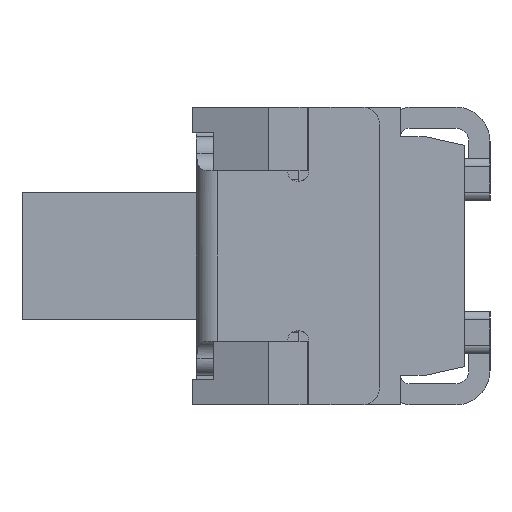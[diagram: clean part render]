
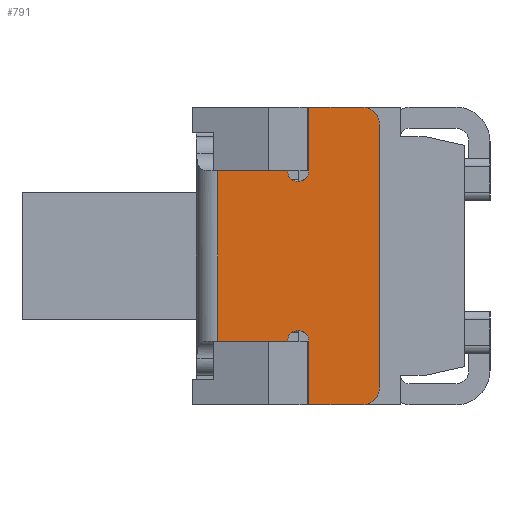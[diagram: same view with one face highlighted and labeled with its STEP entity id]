
A CAD part, left-side view. The second image highlights one B-rep face of the part: STEP entity #791.
In plain terms, the highlighted planar face has unit normal (-1, 0, 0).
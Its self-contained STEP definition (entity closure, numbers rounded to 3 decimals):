
#791 = ADVANCED_FACE( '', ( #1747 ), #1748, .T. );
#1747 = FACE_OUTER_BOUND( '', #2869, .T. );
#1748 = PLANE( '', #2870 );
#2869 = EDGE_LOOP( '', ( #5279, #5280, #5281, #5282, #5283, #5284, #5285, #5286, #5287, #5288, #5289, #5290, #5291, #5292 ) );
#2870 = AXIS2_PLACEMENT_3D( '', #5293, #5294, #5295 );
#5279 = ORIENTED_EDGE( '', *, *, #7991, .T. );
#5280 = ORIENTED_EDGE( '', *, *, #7649, .F. );
#5281 = ORIENTED_EDGE( '', *, *, #7362, .F. );
#5282 = ORIENTED_EDGE( '', *, *, #7992, .T. );
#5283 = ORIENTED_EDGE( '', *, *, #7717, .F. );
#5284 = ORIENTED_EDGE( '', *, *, #7333, .F. );
#5285 = ORIENTED_EDGE( '', *, *, #7993, .F. );
#5286 = ORIENTED_EDGE( '', *, *, #7994, .F. );
#5287 = ORIENTED_EDGE( '', *, *, #7995, .F. );
#5288 = ORIENTED_EDGE( '', *, *, #7867, .F. );
#5289 = ORIENTED_EDGE( '', *, *, #7284, .F. );
#5290 = ORIENTED_EDGE( '', *, *, #7996, .T. );
#5291 = ORIENTED_EDGE( '', *, *, #7997, .F. );
#5292 = ORIENTED_EDGE( '', *, *, #7963, .F. );
#5293 = CARTESIAN_POINT( '', ( -5.95, -0.25, -1. ) );
#5294 = DIRECTION( '', ( -1., 0., 0. ) );
#5295 = DIRECTION( '', ( 0., 0., 1. ) );
#7284 = EDGE_CURVE( '', #8938, #8939, #8940, .T. );
#7333 = EDGE_CURVE( '', #9025, #9027, #9028, .T. );
#7362 = EDGE_CURVE( '', #9081, #9083, #9084, .T. );
#7649 = EDGE_CURVE( '', #9083, #9544, #9545, .T. );
#7717 = EDGE_CURVE( '', #9027, #9647, #9648, .T. );
#7867 = EDGE_CURVE( '', #8939, #9875, #9876, .T. );
#7963 = EDGE_CURVE( '', #9992, #9994, #9995, .T. );
#7991 = EDGE_CURVE( '', #9992, #9544, #10031, .T. );
#7992 = EDGE_CURVE( '', #9081, #9647, #10032, .T. );
#7993 = EDGE_CURVE( '', #10033, #9025, #10034, .T. );
#7994 = EDGE_CURVE( '', #10035, #10033, #10036, .T. );
#7995 = EDGE_CURVE( '', #9875, #10035, #10037, .T. );
#7996 = EDGE_CURVE( '', #8938, #10038, #10039, .T. );
#7997 = EDGE_CURVE( '', #9994, #10038, #10040, .T. );
#8938 = VERTEX_POINT( '', #11240 );
#8939 = VERTEX_POINT( '', #11241 );
#8940 = LINE( '', #11242, #11243 );
#9025 = VERTEX_POINT( '', #11368 );
#9027 = VERTEX_POINT( '', #11371 );
#9028 = LINE( '', #11372, #11373 );
#9081 = VERTEX_POINT( '', #11448 );
#9083 = VERTEX_POINT( '', #11451 );
#9084 = LINE( '', #11452, #11453 );
#9544 = VERTEX_POINT( '', #12087 );
#9545 = LINE( '', #12088, #12089 );
#9647 = VERTEX_POINT( '', #12229 );
#9648 = LINE( '', #12230, #12231 );
#9875 = VERTEX_POINT( '', #12557 );
#9876 = LINE( '', #12558, #12559 );
#9992 = VERTEX_POINT( '', #12736 );
#9994 = VERTEX_POINT( '', #12738 );
#9995 = LINE( '', #12739, #12740 );
#10031 = LINE( '', #12793, #12794 );
#10032 = CIRCLE( '', #12795, 0.125 );
#10033 = VERTEX_POINT( '', #12796 );
#10034 = CIRCLE( '', #12797, 0.2 );
#10035 = VERTEX_POINT( '', #12798 );
#10036 = LINE( '', #12799, #12800 );
#10037 = CIRCLE( '', #12801, 0.2 );
#10038 = VERTEX_POINT( '', #12802 );
#10039 = CIRCLE( '', #12803, 0.125 );
#10040 = LINE( '', #12804, #12805 );
#11240 = CARTESIAN_POINT( '', ( -5.95, -1.37, 1. ) );
#11241 = CARTESIAN_POINT( '', ( -5.95, -1.37, 1.75 ) );
#11242 = CARTESIAN_POINT( '', ( -5.95, -1.37, 1. ) );
#11243 = VECTOR( '', #13787, 1000. );
#11368 = CARTESIAN_POINT( '', ( -5.95, -2., -1.75 ) );
#11371 = CARTESIAN_POINT( '', ( -5.95, -1.37, -1.75 ) );
#11372 = CARTESIAN_POINT( '', ( -5.95, -2., -1.75 ) );
#11373 = VECTOR( '', #13832, 1000. );
#11448 = CARTESIAN_POINT( '', ( -5.95, -1.12, -1. ) );
#11451 = CARTESIAN_POINT( '', ( -5.95, -0.764, -1. ) );
#11452 = CARTESIAN_POINT( '', ( -5.95, -1.12, -1. ) );
#11453 = VECTOR( '', #13868, 1000. );
#12087 = CARTESIAN_POINT( '', ( -5.95, -0.3, -1. ) );
#12088 = CARTESIAN_POINT( '', ( -5.95, -1.12, -1. ) );
#12089 = VECTOR( '', #14247, 1000. );
#12229 = CARTESIAN_POINT( '', ( -5.95, -1.37, -1. ) );
#12230 = CARTESIAN_POINT( '', ( -5.95, -1.37, -1.75 ) );
#12231 = VECTOR( '', #14334, 1000. );
#12557 = CARTESIAN_POINT( '', ( -5.95, -2., 1.75 ) );
#12558 = CARTESIAN_POINT( '', ( -5.95, -1.37, 1.75 ) );
#12559 = VECTOR( '', #14506, 1000. );
#12736 = CARTESIAN_POINT( '', ( -5.95, -0.3, 1. ) );
#12738 = CARTESIAN_POINT( '', ( -5.95, -0.764, 1. ) );
#12739 = CARTESIAN_POINT( '', ( -5.95, -0.05, 1. ) );
#12740 = VECTOR( '', #14595, 1000. );
#12793 = CARTESIAN_POINT( '', ( -5.95, -0.3, 1.45 ) );
#12794 = VECTOR( '', #14619, 1000. );
#12795 = AXIS2_PLACEMENT_3D( '', #14620, #14621, #14622 );
#12796 = CARTESIAN_POINT( '', ( -5.95, -2.2, -1.55 ) );
#12797 = AXIS2_PLACEMENT_3D( '', #14623, #14624, #14625 );
#12798 = CARTESIAN_POINT( '', ( -5.95, -2.2, 1.55 ) );
#12799 = CARTESIAN_POINT( '', ( -5.95, -2.2, 1.55 ) );
#12800 = VECTOR( '', #14626, 1000. );
#12801 = AXIS2_PLACEMENT_3D( '', #14627, #14628, #14629 );
#12802 = CARTESIAN_POINT( '', ( -5.95, -1.12, 1. ) );
#12803 = AXIS2_PLACEMENT_3D( '', #14630, #14631, #14632 );
#12804 = CARTESIAN_POINT( '', ( -5.95, -0.05, 1. ) );
#12805 = VECTOR( '', #14633, 1000. );
#13787 = DIRECTION( '', ( 0., 0., 1. ) );
#13832 = DIRECTION( '', ( 0., 1., 0. ) );
#13868 = DIRECTION( '', ( 0., 1., 0. ) );
#14247 = DIRECTION( '', ( 0., 1., 0. ) );
#14334 = DIRECTION( '', ( 0., 0., 1. ) );
#14506 = DIRECTION( '', ( 0., -1., 0. ) );
#14595 = DIRECTION( '', ( 0., -1., 0. ) );
#14619 = DIRECTION( '', ( 0., 0., -1. ) );
#14620 = CARTESIAN_POINT( '', ( -5.95, -1.245, -1. ) );
#14621 = DIRECTION( '', ( 1., 0., 0. ) );
#14622 = DIRECTION( '', ( 0., 0., -1. ) );
#14623 = CARTESIAN_POINT( '', ( -5.95, -2., -1.55 ) );
#14624 = DIRECTION( '', ( 1., 0., 0. ) );
#14625 = DIRECTION( '', ( 0., 0., -1. ) );
#14626 = DIRECTION( '', ( 0., 0., -1. ) );
#14627 = CARTESIAN_POINT( '', ( -5.95, -2., 1.55 ) );
#14628 = DIRECTION( '', ( 1., 0., 0. ) );
#14629 = DIRECTION( '', ( 0., 0., -1. ) );
#14630 = CARTESIAN_POINT( '', ( -5.95, -1.245, 1. ) );
#14631 = DIRECTION( '', ( 1., 0., 0. ) );
#14632 = DIRECTION( '', ( 0., 0., -1. ) );
#14633 = DIRECTION( '', ( 0., -1., 0. ) );
